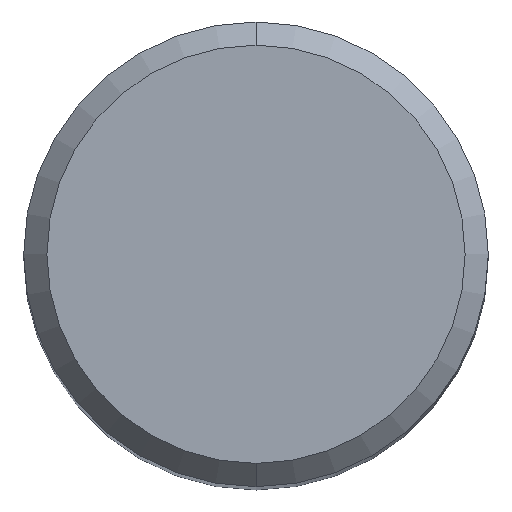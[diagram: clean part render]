
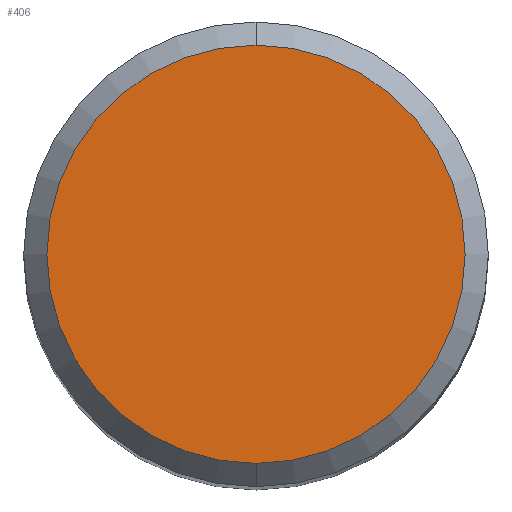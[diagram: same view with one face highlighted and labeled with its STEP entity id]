
A CAD part, top view. The second image highlights one B-rep face of the part: STEP entity #406.
In plain terms, the highlighted planar face has unit normal (0, 0, 1).
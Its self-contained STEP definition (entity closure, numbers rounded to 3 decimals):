
#192=EDGE_CURVE('',#310,#292,#495,.T.);
#292=VERTEX_POINT('',#608);
#298=EDGE_CURVE('',#292,#310,#614,.T.);
#310=VERTEX_POINT('',#626);
#406=ADVANCED_FACE('',(#734),#735,.T.);
#495=CIRCLE('',#831,7.2);
#608=CARTESIAN_POINT('',(0.,-7.2,0.0));
#614=CIRCLE('',#1094,7.2);
#626=CARTESIAN_POINT('',(0.0,7.2,0.0));
#734=FACE_OUTER_BOUND('',#1377,.T.);
#735=PLANE('',#1378);
#831=AXIS2_PLACEMENT_3D('',#1509,#1510,#1511);
#1094=AXIS2_PLACEMENT_3D('',#1651,#1652,#1653);
#1377=EDGE_LOOP('',(#1784,#1785));
#1378=AXIS2_PLACEMENT_3D('',#1786,#1787,#1788);
#1509=CARTESIAN_POINT('',(0.0,0.0,0.0));
#1510=DIRECTION('',(0.0,0.0,-1.0));
#1511=DIRECTION('',(0.0,1.0,0.0));
#1651=CARTESIAN_POINT('',(0.0,0.0,0.0));
#1652=DIRECTION('',(0.0,0.0,-1.0));
#1653=DIRECTION('',(0.0,1.0,0.0));
#1784=ORIENTED_EDGE('',*,*,#192,.F.);
#1785=ORIENTED_EDGE('',*,*,#298,.F.);
#1786=CARTESIAN_POINT('',(0.0,3.6,0.0));
#1787=DIRECTION('',(-0.0,0.0,1.0));
#1788=DIRECTION('',(0.0,-1.0,0.0));
